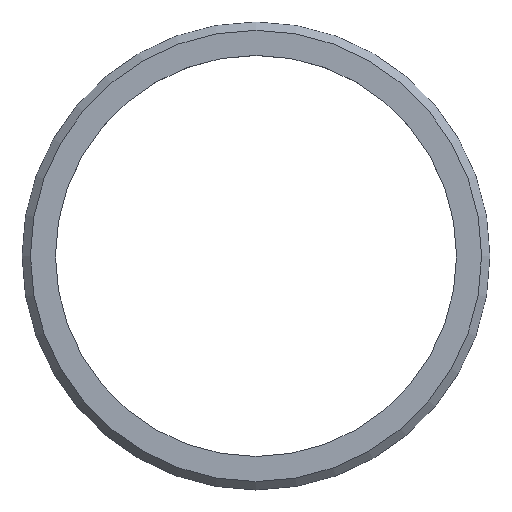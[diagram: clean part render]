
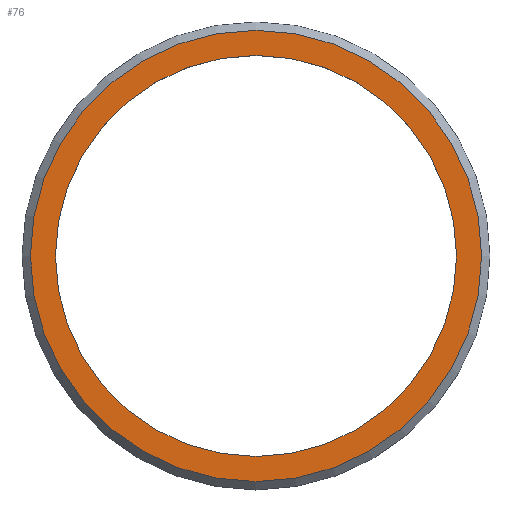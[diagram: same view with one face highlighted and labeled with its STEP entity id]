
A CAD part, top view. The second image highlights one B-rep face of the part: STEP entity #76.
In plain terms, the highlighted planar face has unit normal (0, 0, 1).
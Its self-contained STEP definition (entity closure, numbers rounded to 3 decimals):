
#15=FACE_BOUND('',#29,.T.);
#17=PLANE('',#98);
#23=FACE_OUTER_BOUND('',#28,.T.);
#28=EDGE_LOOP('',(#65));
#29=EDGE_LOOP('',(#66));
#39=CIRCLE('',#94,13.5);
#42=CIRCLE('',#99,12.);
#44=VERTEX_POINT('',#130);
#47=VERTEX_POINT('',#140);
#49=EDGE_CURVE('',#44,#44,#39,.T.);
#54=EDGE_CURVE('',#47,#47,#42,.T.);
#65=ORIENTED_EDGE('',*,*,#49,.F.);
#66=ORIENTED_EDGE('',*,*,#54,.T.);
#76=ADVANCED_FACE('',(#23,#15),#17,.T.);
#94=AXIS2_PLACEMENT_3D('',#131,#107,#108);
#98=AXIS2_PLACEMENT_3D('',#139,#117,#118);
#99=AXIS2_PLACEMENT_3D('',#141,#119,#120);
#107=DIRECTION('center_axis',(0.,0.,-1.));
#108=DIRECTION('ref_axis',(1.,0.,0.));
#117=DIRECTION('center_axis',(0.,0.,1.));
#118=DIRECTION('ref_axis',(1.,0.,0.));
#119=DIRECTION('center_axis',(0.,0.,-1.));
#120=DIRECTION('ref_axis',(1.,0.,0.));
#130=CARTESIAN_POINT('',(26.5,0.,2.5));
#131=CARTESIAN_POINT('Origin',(40.,0.,2.5));
#139=CARTESIAN_POINT('Origin',(40.,0.,2.5));
#140=CARTESIAN_POINT('',(28.,0.,2.5));
#141=CARTESIAN_POINT('Origin',(40.,0.,2.5));
